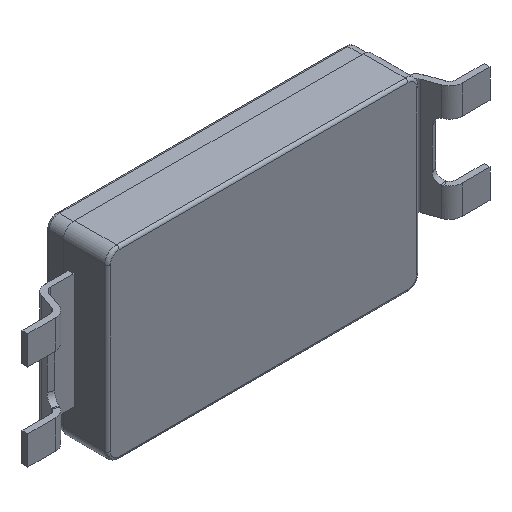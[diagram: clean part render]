
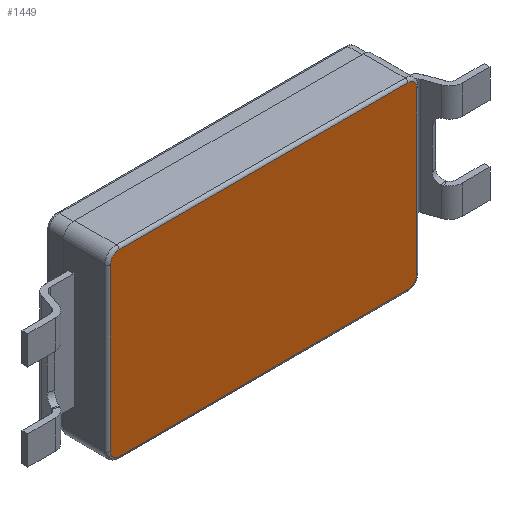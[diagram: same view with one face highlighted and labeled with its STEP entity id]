
A CAD part, isometric view. The second image highlights one B-rep face of the part: STEP entity #1449.
In plain terms, the highlighted planar face has unit normal (0, -1, 0).
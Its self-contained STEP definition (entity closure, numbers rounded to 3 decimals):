
#7 = CARTESIAN_POINT ( 'NONE',  ( 0.2, 0., -0.05 ) ) ;
#22 = CARTESIAN_POINT ( 'NONE',  ( 0.123, 0., -0.065 ) ) ;
#38 = CARTESIAN_POINT ( 'NONE',  ( 0.05, 0., -3.15 ) ) ;
#54 = CARTESIAN_POINT ( 'NONE',  ( 0.065, 0., -0.123 ) ) ;
#80 = CARTESIAN_POINT ( 'NONE',  ( 0.05, 0., -0.158 ) ) ;
#85 = VERTEX_POINT ( 'NONE', #1391 ) ;
#101 = EDGE_CURVE ( 'NONE', #352, #2137, #2022, .T. ) ;
#104 = CARTESIAN_POINT ( 'NONE',  ( 0.05, 0., -0.2 ) ) ;
#163 = EDGE_LOOP ( 'NONE', ( #2235, #2481, #1052, #1456, #2645, #1328, #1741, #2304 ) ) ;
#228 = CARTESIAN_POINT ( 'NONE',  ( 0.05, 0., -0.2 ) ) ;
#229 = VERTEX_POINT ( 'NONE', #228 ) ;
#236 = CARTESIAN_POINT ( 'NONE',  ( 5.2, 0., -0.05 ) ) ;
#307 = CARTESIAN_POINT ( 'NONE',  ( 0.2, 0., -3.15 ) ) ;
#322 = VECTOR ( 'NONE', #328, 1000. ) ;
#325 = FACE_OUTER_BOUND ( 'NONE', #163, .T. ) ;
#328 = DIRECTION ( 'NONE',  ( 1., 0., 0. ) ) ;
#344 = VERTEX_POINT ( 'NONE', #581 ) ;
#352 = VERTEX_POINT ( 'NONE', #2646 ) ;
#353 = CARTESIAN_POINT ( 'NONE',  ( 5.35, 0., -0.159 ) ) ;
#416 = CARTESIAN_POINT ( 'NONE',  ( 0.05, 0., -3.041 ) ) ;
#432 = CARTESIAN_POINT ( 'NONE',  ( 5.35, 0., -0.2 ) ) ;
#474 = CARTESIAN_POINT ( 'NONE',  ( 5.335, 0., -0.123 ) ) ;
#481 = CARTESIAN_POINT ( 'NONE',  ( 5.277, 0., -0.065 ) ) ;
#495 = CARTESIAN_POINT ( 'NONE',  ( 5.242, 0., -0.05 ) ) ;
#506 = CARTESIAN_POINT ( 'NONE',  ( 5.2, 0., -0.05 ) ) ;
#527 = LINE ( 'NONE', #1942, #1763 ) ;
#566 = EDGE_CURVE ( 'NONE', #344, #229, #1777, .T. ) ;
#572 = CARTESIAN_POINT ( 'NONE',  ( 5.241, 0., -3.15 ) ) ;
#581 = CARTESIAN_POINT ( 'NONE',  ( 0.2, 0., -0.05 ) ) ;
#585 = CARTESIAN_POINT ( 'NONE',  ( 5.2, 0., -3.15 ) ) ;
#592 = CARTESIAN_POINT ( 'NONE',  ( 5.277, 0., -3.135 ) ) ;
#601 = CARTESIAN_POINT ( 'NONE',  ( 5.335, 0., -3.077 ) ) ;
#622 = CARTESIAN_POINT ( 'NONE',  ( 5.35, 0., -3.042 ) ) ;
#630 = CARTESIAN_POINT ( 'NONE',  ( 5.35, 0., -3. ) ) ;
#660 = CARTESIAN_POINT ( 'NONE',  ( 0.123, 0., -3.135 ) ) ;
#903 = CARTESIAN_POINT ( 'NONE',  ( 0.158, 0., -3.15 ) ) ;
#918 = CARTESIAN_POINT ( 'NONE',  ( 0.05, 0., -0.05 ) ) ;
#1011 = VECTOR ( 'NONE', #1550, 1000. ) ;
#1052 = ORIENTED_EDGE ( 'NONE', *, *, #1517, .T. ) ;
#1095 = DIRECTION ( 'NONE',  ( 0., 0., -1. ) ) ;
#1183 = PLANE ( 'NONE',  #1247 ) ;
#1214 = EDGE_CURVE ( 'NONE', #229, #352, #1969, .T. ) ;
#1247 = AXIS2_PLACEMENT_3D ( 'NONE', #1872, #2118, #2352 ) ;
#1305 = DIRECTION ( 'NONE',  ( 0., 0., 1. ) ) ;
#1328 = ORIENTED_EDGE ( 'NONE', *, *, #1601, .T. ) ;
#1368 = CARTESIAN_POINT ( 'NONE',  ( 0.065, 0., -3.077 ) ) ;
#1391 = CARTESIAN_POINT ( 'NONE',  ( 5.35, 0., -0.2 ) ) ;
#1449 = ADVANCED_FACE ( 'NONE', ( #325 ), #1183, .T. ) ;
#1456 = ORIENTED_EDGE ( 'NONE', *, *, #1671, .T. ) ;
#1517 = EDGE_CURVE ( 'NONE', #2137, #2282, #2188, .T. ) ;
#1550 = DIRECTION ( 'NONE',  ( -1., 0., 0. ) ) ;
#1569 = CARTESIAN_POINT ( 'NONE',  ( 0.05, 0., -3. ) ) ;
#1601 = EDGE_CURVE ( 'NONE', #85, #2799, #2897, .T. ) ;
#1671 = EDGE_CURVE ( 'NONE', #2282, #2946, #2684, .T. ) ;
#1741 = ORIENTED_EDGE ( 'NONE', *, *, #2299, .T. ) ;
#1763 = VECTOR ( 'NONE', #1305, 1000. ) ;
#1777 = B_SPLINE_CURVE_WITH_KNOTS ( 'NONE', 3,
 ( #7, #1932, #22, #54, #80, #104 ),
 .UNSPECIFIED., .F., .F.,
 ( 4, 2, 4 ),
 ( 0., 0.5, 1. ),
 .UNSPECIFIED. ) ;
#1872 = CARTESIAN_POINT ( 'NONE',  ( 0.05, 0., -0.05 ) ) ;
#1932 = CARTESIAN_POINT ( 'NONE',  ( 0.159, 0., -0.05 ) ) ;
#1942 = CARTESIAN_POINT ( 'NONE',  ( 5.35, 0., -0.05 ) ) ;
#1969 = LINE ( 'NONE', #918, #2504 ) ;
#2022 = B_SPLINE_CURVE_WITH_KNOTS ( 'NONE', 3,
 ( #1569, #416, #1368, #660, #903, #2517 ),
 .UNSPECIFIED., .F., .F.,
 ( 4, 2, 4 ),
 ( 0., 0.5, 1. ),
 .UNSPECIFIED. ) ;
#2118 = DIRECTION ( 'NONE',  ( 0., -1., 0. ) ) ;
#2123 = EDGE_CURVE ( 'NONE', #2946, #85, #527, .T. ) ;
#2137 = VERTEX_POINT ( 'NONE', #307 ) ;
#2188 = LINE ( 'NONE', #38, #322 ) ;
#2235 = ORIENTED_EDGE ( 'NONE', *, *, #1214, .T. ) ;
#2282 = VERTEX_POINT ( 'NONE', #2853 ) ;
#2299 = EDGE_CURVE ( 'NONE', #2799, #344, #2314, .T. ) ;
#2304 = ORIENTED_EDGE ( 'NONE', *, *, #566, .T. ) ;
#2314 = LINE ( 'NONE', #2688, #1011 ) ;
#2352 = DIRECTION ( 'NONE',  ( 0., 0., -1. ) ) ;
#2449 = CARTESIAN_POINT ( 'NONE',  ( 5.35, 0., -3. ) ) ;
#2481 = ORIENTED_EDGE ( 'NONE', *, *, #101, .T. ) ;
#2504 = VECTOR ( 'NONE', #1095, 1000. ) ;
#2517 = CARTESIAN_POINT ( 'NONE',  ( 0.2, 0., -3.15 ) ) ;
#2645 = ORIENTED_EDGE ( 'NONE', *, *, #2123, .T. ) ;
#2646 = CARTESIAN_POINT ( 'NONE',  ( 0.05, 0., -3. ) ) ;
#2684 = B_SPLINE_CURVE_WITH_KNOTS ( 'NONE', 3,
 ( #585, #572, #592, #601, #622, #630 ),
 .UNSPECIFIED., .F., .F.,
 ( 4, 2, 4 ),
 ( 0., 0.5, 1. ),
 .UNSPECIFIED. ) ;
#2688 = CARTESIAN_POINT ( 'NONE',  ( 0.05, 0., -0.05 ) ) ;
#2799 = VERTEX_POINT ( 'NONE', #236 ) ;
#2853 = CARTESIAN_POINT ( 'NONE',  ( 5.2, 0., -3.15 ) ) ;
#2897 = B_SPLINE_CURVE_WITH_KNOTS ( 'NONE', 3,
 ( #432, #353, #474, #481, #495, #506 ),
 .UNSPECIFIED., .F., .F.,
 ( 4, 2, 4 ),
 ( 0., 0.5, 1. ),
 .UNSPECIFIED. ) ;
#2946 = VERTEX_POINT ( 'NONE', #2449 ) ;
